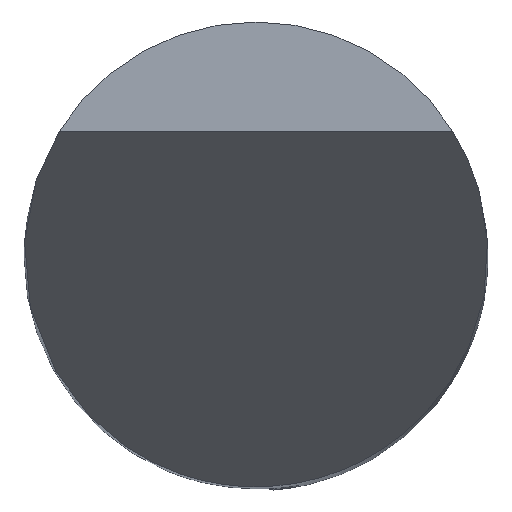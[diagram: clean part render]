
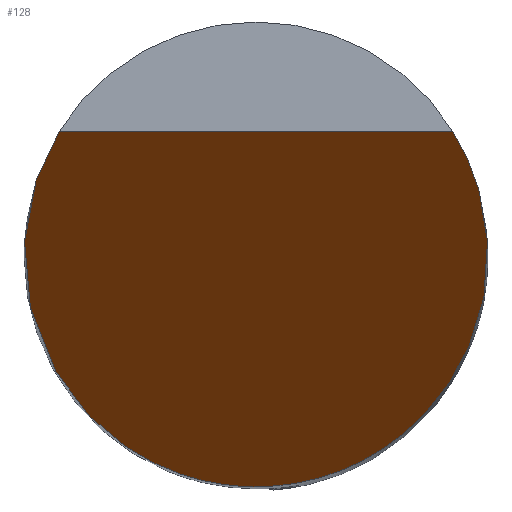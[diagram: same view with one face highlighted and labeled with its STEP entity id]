
A CAD part, top view. The second image highlights one B-rep face of the part: STEP entity #128.
In plain terms, the highlighted planar face has unit normal (0, -0.866, 0.5).
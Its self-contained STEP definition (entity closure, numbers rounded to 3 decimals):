
#57=PLANE('',#774);
#128=ADVANCED_FACE('',(#176),#57,.F.);
#176=FACE_OUTER_BOUND('',#216,.T.);
#216=EDGE_LOOP('',(#373,#374,#375));
#258=LINE('',#1210,#283);
#283=VECTOR('',#866,1.);
#373=ORIENTED_EDGE('',*,*,#612,.T.);
#374=ORIENTED_EDGE('',*,*,#624,.T.);
#375=ORIENTED_EDGE('',*,*,#639,.T.);
#542=VERTEX_POINT('',#1068);
#543=VERTEX_POINT('',#1073);
#550=VERTEX_POINT('',#1140);
#612=EDGE_CURVE('',#543,#542,#717,.T.);
#624=EDGE_CURVE('',#542,#550,#720,.T.);
#639=EDGE_CURVE('',#550,#543,#258,.T.);
#717=(
BOUNDED_CURVE()
B_SPLINE_CURVE(3,(#1069,#1070,#1071,#1072),.UNSPECIFIED.,.F.,.F.)
B_SPLINE_CURVE_WITH_KNOTS((4,4),(0.,1.),.UNSPECIFIED.)
CURVE()
GEOMETRIC_REPRESENTATION_ITEM()
RATIONAL_B_SPLINE_CURVE((1.,0.657,0.657,1.))
REPRESENTATION_ITEM('')
);
#720=(
BOUNDED_CURVE()
B_SPLINE_CURVE(3,(#1141,#1142,#1143,#1144),.UNSPECIFIED.,.F.,.F.)
B_SPLINE_CURVE_WITH_KNOTS((4,4),(0.,1.),.UNSPECIFIED.)
CURVE()
GEOMETRIC_REPRESENTATION_ITEM()
RATIONAL_B_SPLINE_CURVE((1.,0.657,0.657,1.))
REPRESENTATION_ITEM('')
);
#774=AXIS2_PLACEMENT_3D('',#1212,#869,#870);
#866=DIRECTION('',(-1.,0.,0.));
#869=DIRECTION('',(0.,0.866,-0.5));
#870=DIRECTION('',(0.,0.5,0.866));
#1068=CARTESIAN_POINT('',(0.,-3.,-5.196));
#1069=CARTESIAN_POINT('',(-2.545,1.588,2.75));
#1070=CARTESIAN_POINT('',(-3.955,-0.672,-1.163));
#1071=CARTESIAN_POINT('',(-2.663,-3.,-5.196));
#1072=CARTESIAN_POINT('',(0.,-3.,-5.196));
#1073=CARTESIAN_POINT('',(-2.545,1.588,2.75));
#1140=CARTESIAN_POINT('',(2.545,1.588,2.75));
#1141=CARTESIAN_POINT('',(0.,-3.,-5.196));
#1142=CARTESIAN_POINT('',(2.663,-3.,-5.196));
#1143=CARTESIAN_POINT('',(3.955,-0.672,-1.163));
#1144=CARTESIAN_POINT('',(2.545,1.588,2.75));
#1210=CARTESIAN_POINT('',(0.,1.588,2.75));
#1212=CARTESIAN_POINT('',(3.,-3.,-5.196));
